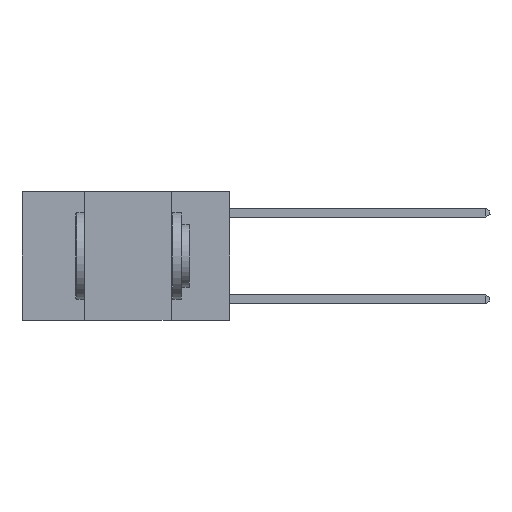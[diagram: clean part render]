
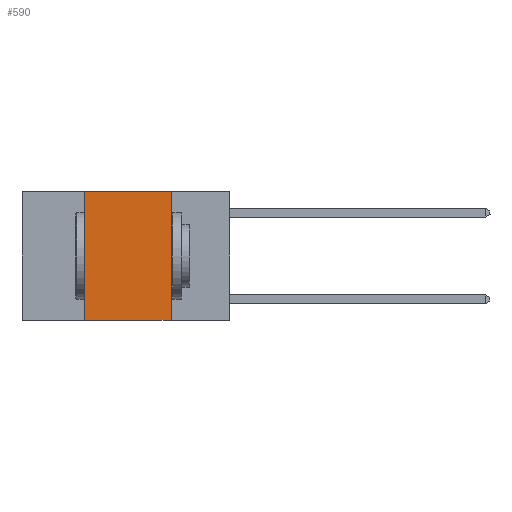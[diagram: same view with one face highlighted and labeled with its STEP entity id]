
A CAD part, left-side view. The second image highlights one B-rep face of the part: STEP entity #590.
In plain terms, the highlighted planar face has unit normal (-1, 0, 0).
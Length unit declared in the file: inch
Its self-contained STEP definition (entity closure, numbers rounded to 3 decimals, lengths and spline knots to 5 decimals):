
#590 = ADVANCED_FACE ( 'NONE', ( #13892 ), #13668, .F. ) ;
#1490 = DIRECTION ( 'NONE',  ( 0., -1., 0. ) ) ;
#2047 = LINE ( 'NONE', #21358, #3735 ) ;
#2456 = ORIENTED_EDGE ( 'NONE', *, *, #14340, .F. ) ;
#2597 = ORIENTED_EDGE ( 'NONE', *, *, #16522, .F. ) ;
#2764 = VERTEX_POINT ( 'NONE', #22285 ) ;
#3540 = VERTEX_POINT ( 'NONE', #11895 ) ;
#3550 = DIRECTION ( 'NONE',  ( 0., 0., -1. ) ) ;
#3735 = VECTOR ( 'NONE', #7397, 39.37008 ) ;
#4907 = LINE ( 'NONE', #20347, #5491 ) ;
#5491 = VECTOR ( 'NONE', #1490, 39.37008 ) ;
#5523 = LINE ( 'NONE', #12581, #19158 ) ;
#6674 = LINE ( 'NONE', #17348, #7927 ) ;
#7397 = DIRECTION ( 'NONE',  ( 0., -1., 0. ) ) ;
#7927 = VECTOR ( 'NONE', #15304, 39.37008 ) ;
#8542 = DIRECTION ( 'NONE',  ( 1., 0., 0. ) ) ;
#10562 = VERTEX_POINT ( 'NONE', #11278 ) ;
#10956 = ORIENTED_EDGE ( 'NONE', *, *, #13786, .T. ) ;
#11278 = CARTESIAN_POINT ( 'NONE',  ( 0., 0.42, 0. ) ) ;
#11895 = CARTESIAN_POINT ( 'NONE',  ( 0., 0.17, 0. ) ) ;
#12475 = DIRECTION ( 'NONE',  ( 0., 0., 1. ) ) ;
#12581 = CARTESIAN_POINT ( 'NONE',  ( 0., 0.42, 0. ) ) ;
#13668 = PLANE ( 'NONE',  #21997 ) ;
#13786 = EDGE_CURVE ( 'NONE', #15325, #2764, #4907, .T. ) ;
#13892 = FACE_OUTER_BOUND ( 'NONE', #16413, .T. ) ;
#14340 = EDGE_CURVE ( 'NONE', #10562, #3540, #2047, .T. ) ;
#15304 = DIRECTION ( 'NONE',  ( 0., 0., -1. ) ) ;
#15325 = VERTEX_POINT ( 'NONE', #17344 ) ;
#16110 = CARTESIAN_POINT ( 'NONE',  ( 0., 0.6, 0. ) ) ;
#16413 = EDGE_LOOP ( 'NONE', ( #2597, #2456, #18760, #10956 ) ) ;
#16522 = EDGE_CURVE ( 'NONE', #3540, #2764, #6674, .T. ) ;
#16746 = EDGE_CURVE ( 'NONE', #15325, #10562, #5523, .T. ) ;
#17344 = CARTESIAN_POINT ( 'NONE',  ( 0., 0.42, -0.37 ) ) ;
#17348 = CARTESIAN_POINT ( 'NONE',  ( 0., 0.17, 0. ) ) ;
#18760 = ORIENTED_EDGE ( 'NONE', *, *, #16746, .F. ) ;
#19158 = VECTOR ( 'NONE', #12475, 39.37008 ) ;
#20347 = CARTESIAN_POINT ( 'NONE',  ( 0., 0.6, -0.37 ) ) ;
#21358 = CARTESIAN_POINT ( 'NONE',  ( 0., 0.6, 0. ) ) ;
#21997 = AXIS2_PLACEMENT_3D ( 'NONE', #16110, #8542, #3550 ) ;
#22285 = CARTESIAN_POINT ( 'NONE',  ( 0., 0.17, -0.37 ) ) ;
